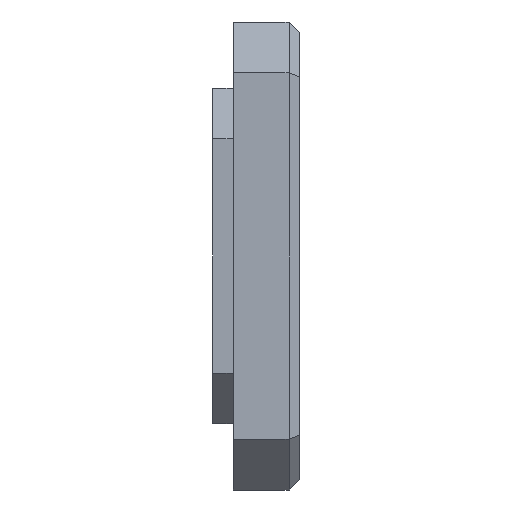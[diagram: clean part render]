
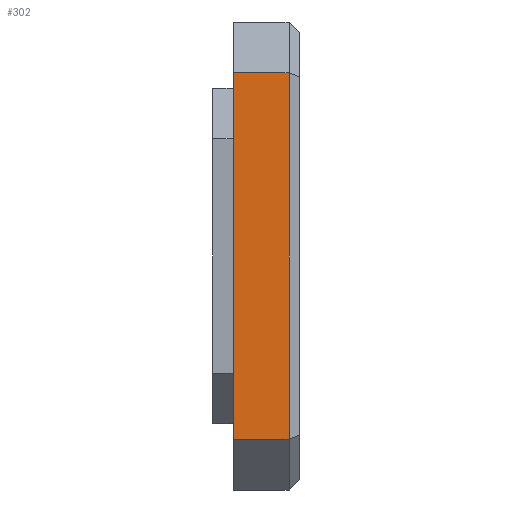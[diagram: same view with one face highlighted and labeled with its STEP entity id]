
A CAD part, left-side view. The second image highlights one B-rep face of the part: STEP entity #302.
In plain terms, the highlighted planar face has unit normal (-1, 0, 0).
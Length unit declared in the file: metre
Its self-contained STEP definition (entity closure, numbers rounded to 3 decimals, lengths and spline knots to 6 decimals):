
#302 = ADVANCED_FACE( '', ( #658 ), #659, .F. );
#658 = FACE_OUTER_BOUND( '', #1047, .T. );
#659 = PLANE( '', #1048 );
#1047 = EDGE_LOOP( '', ( #1847, #1848, #1849, #1850 ) );
#1048 = AXIS2_PLACEMENT_3D( '', #1851, #1852, #1853 );
#1847 = ORIENTED_EDGE( '', *, *, #2413, .T. );
#1848 = ORIENTED_EDGE( '', *, *, #2414, .T. );
#1849 = ORIENTED_EDGE( '', *, *, #2382, .T. );
#1850 = ORIENTED_EDGE( '', *, *, #2245, .T. );
#1851 = CARTESIAN_POINT( '', ( -0.021673, -0.100747, -0.083039 ) );
#1852 = DIRECTION( '', ( 1., 0., 0. ) );
#1853 = DIRECTION( '', ( 0., 0., -1. ) );
#2245 = EDGE_CURVE( '', #2719, #2717, #2720, .T. );
#2382 = EDGE_CURVE( '', #2622, #2719, #2909, .T. );
#2413 = EDGE_CURVE( '', #2717, #2748, #2943, .T. );
#2414 = EDGE_CURVE( '', #2748, #2622, #2944, .T. );
#2622 = VERTEX_POINT( '', #3219 );
#2717 = VERTEX_POINT( '', #3347 );
#2719 = VERTEX_POINT( '', #3350 );
#2720 = LINE( '', #3351, #3352 );
#2748 = VERTEX_POINT( '', #3394 );
#2909 = LINE( '', #3613, #3614 );
#2943 = LINE( '', #3657, #3658 );
#2944 = LINE( '', #3659, #3660 );
#3219 = CARTESIAN_POINT( '', ( -0.021673, -0.099747, -0.065039 ) );
#3347 = CARTESIAN_POINT( '', ( -0.021673, -0.094247, -0.101039 ) );
#3350 = CARTESIAN_POINT( '', ( -0.021673, -0.094247, -0.065039 ) );
#3351 = CARTESIAN_POINT( '', ( -0.021673, -0.094247, -0.083039 ) );
#3352 = VECTOR( '', #3896, 1. );
#3394 = CARTESIAN_POINT( '', ( -0.021673, -0.099747, -0.101039 ) );
#3613 = CARTESIAN_POINT( '', ( -0.021673, -0.090747, -0.065039 ) );
#3614 = VECTOR( '', #4032, 1. );
#3657 = CARTESIAN_POINT( '', ( -0.021673, -0.100747, -0.101039 ) );
#3658 = VECTOR( '', #4054, 1. );
#3659 = CARTESIAN_POINT( '', ( -0.021673, -0.099747, -0.065039 ) );
#3660 = VECTOR( '', #4055, 1. );
#3896 = DIRECTION( '', ( 0., 0., -1. ) );
#4032 = DIRECTION( '', ( 0., 1., 0. ) );
#4054 = DIRECTION( '', ( 0., -1., 0. ) );
#4055 = DIRECTION( '', ( 0., 0., 1. ) );
